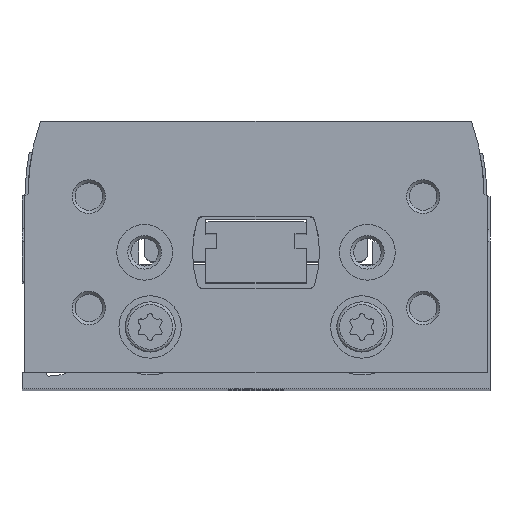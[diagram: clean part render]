
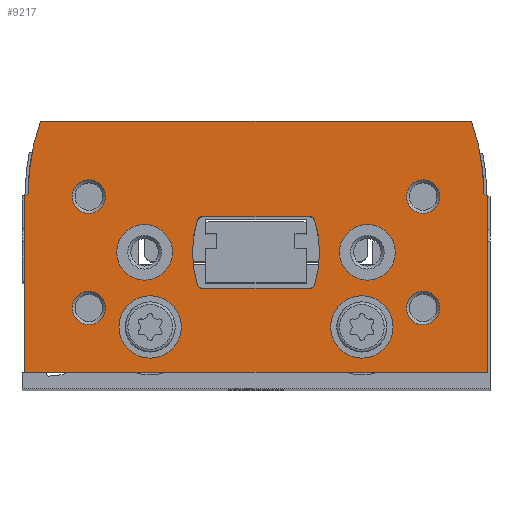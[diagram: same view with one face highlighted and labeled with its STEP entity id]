
A CAD part, top view. The second image highlights one B-rep face of the part: STEP entity #9217.
In plain terms, the highlighted planar face has unit normal (0, 0, 1).
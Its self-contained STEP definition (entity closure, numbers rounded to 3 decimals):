
#418=LINE('',#14292,#916);
#423=LINE('',#14302,#921);
#441=LINE('',#14348,#939);
#447=LINE('',#14360,#945);
#461=LINE('',#14433,#959);
#463=LINE('',#14436,#961);
#464=LINE('',#14466,#962);
#465=LINE('',#14486,#963);
#916=VECTOR('',#11769,1000.);
#921=VECTOR('',#11776,1000.);
#939=VECTOR('',#11812,1000.);
#945=VECTOR('',#11822,1000.);
#959=VECTOR('',#11878,1000.);
#961=VECTOR('',#11882,1000.);
#962=VECTOR('',#11913,1000.);
#963=VECTOR('',#11934,1000.);
#1221=PLANE('',#10018);
#2446=ORIENTED_EDGE('',*,*,#4042,.F.);
#2447=ORIENTED_EDGE('',*,*,#4043,.F.);
#2448=ORIENTED_EDGE('',*,*,#4044,.F.);
#2449=ORIENTED_EDGE('',*,*,#4045,.F.);
#2450=ORIENTED_EDGE('',*,*,#4046,.T.);
#2451=ORIENTED_EDGE('',*,*,#4047,.T.);
#2452=ORIENTED_EDGE('',*,*,#4048,.T.);
#2453=ORIENTED_EDGE('',*,*,#4049,.T.);
#2454=ORIENTED_EDGE('',*,*,#4005,.F.);
#2455=ORIENTED_EDGE('',*,*,#4024,.F.);
#2456=ORIENTED_EDGE('',*,*,#4017,.F.);
#2457=ORIENTED_EDGE('',*,*,#4014,.F.);
#2458=ORIENTED_EDGE('',*,*,#4050,.F.);
#2459=ORIENTED_EDGE('',*,*,#4051,.F.);
#2460=ORIENTED_EDGE('',*,*,#4052,.F.);
#2461=ORIENTED_EDGE('',*,*,#4008,.F.);
#2462=ORIENTED_EDGE('',*,*,#3992,.T.);
#2463=ORIENTED_EDGE('',*,*,#3986,.T.);
#2464=ORIENTED_EDGE('',*,*,#4026,.T.);
#2465=ORIENTED_EDGE('',*,*,#3957,.T.);
#2466=ORIENTED_EDGE('',*,*,#3962,.T.);
#2467=ORIENTED_EDGE('',*,*,#3966,.T.);
#2468=ORIENTED_EDGE('',*,*,#4041,.T.);
#2469=ORIENTED_EDGE('',*,*,#3998,.T.);
#3957=EDGE_CURVE('',#4864,#4863,#418,.T.);
#3962=EDGE_CURVE('',#4863,#4867,#423,.T.);
#3966=EDGE_CURVE('',#4867,#4869,#5446,.T.);
#3986=EDGE_CURVE('',#4884,#4886,#441,.T.);
#3992=EDGE_CURVE('',#4890,#4884,#447,.T.);
#3998=EDGE_CURVE('',#4895,#4890,#5452,.T.);
#4005=EDGE_CURVE('',#4899,#4900,#5455,.T.);
#4008=EDGE_CURVE('',#4900,#4901,#5456,.T.);
#4014=EDGE_CURVE('',#4905,#4906,#5459,.T.);
#4017=EDGE_CURVE('',#4906,#4908,#5460,.T.);
#4024=EDGE_CURVE('',#4908,#4899,#461,.T.);
#4026=EDGE_CURVE('',#4886,#4864,#463,.T.);
#4041=EDGE_CURVE('',#4869,#4895,#464,.T.);
#4042=EDGE_CURVE('',#4927,#4927,#5479,.T.);
#4043=EDGE_CURVE('',#4928,#4928,#5480,.T.);
#4044=EDGE_CURVE('',#4929,#4929,#5481,.T.);
#4045=EDGE_CURVE('',#4930,#4930,#5482,.T.);
#4046=EDGE_CURVE('',#4931,#4931,#5483,.T.);
#4047=EDGE_CURVE('',#4932,#4932,#5484,.T.);
#4048=EDGE_CURVE('',#4933,#4933,#5485,.T.);
#4049=EDGE_CURVE('',#4934,#4934,#5486,.T.);
#4050=EDGE_CURVE('',#4935,#4905,#5487,.T.);
#4051=EDGE_CURVE('',#4936,#4935,#465,.T.);
#4052=EDGE_CURVE('',#4901,#4936,#5488,.T.);
#4863=VERTEX_POINT('',#14291);
#4864=VERTEX_POINT('',#14293);
#4867=VERTEX_POINT('',#14301);
#4869=VERTEX_POINT('',#14308);
#4884=VERTEX_POINT('',#14342);
#4886=VERTEX_POINT('',#14347);
#4890=VERTEX_POINT('',#14358);
#4895=VERTEX_POINT('',#14373);
#4899=VERTEX_POINT('',#14387);
#4900=VERTEX_POINT('',#14389);
#4901=VERTEX_POINT('',#14397);
#4905=VERTEX_POINT('',#14410);
#4906=VERTEX_POINT('',#14412);
#4908=VERTEX_POINT('',#14421);
#4927=VERTEX_POINT('',#14469);
#4928=VERTEX_POINT('',#14471);
#4929=VERTEX_POINT('',#14473);
#4930=VERTEX_POINT('',#14475);
#4931=VERTEX_POINT('',#14477);
#4932=VERTEX_POINT('',#14479);
#4933=VERTEX_POINT('',#14481);
#4934=VERTEX_POINT('',#14483);
#4935=VERTEX_POINT('',#14485);
#4936=VERTEX_POINT('',#14487);
#5446=CIRCLE('',#9972,19.5);
#5452=CIRCLE('',#9984,19.5);
#5455=CIRCLE('',#9988,0.5);
#5456=CIRCLE('',#9990,10.);
#5459=CIRCLE('',#9994,10.);
#5460=CIRCLE('',#9996,0.5);
#5479=CIRCLE('',#10019,2.8);
#5480=CIRCLE('',#10020,2.8);
#5481=CIRCLE('',#10021,2.5);
#5482=CIRCLE('',#10022,2.5);
#5483=CIRCLE('',#10023,1.5);
#5484=CIRCLE('',#10024,1.5);
#5485=CIRCLE('',#10025,1.5);
#5486=CIRCLE('',#10026,1.5);
#5487=CIRCLE('',#10027,0.5);
#5488=CIRCLE('',#10028,0.5);
#6062=EDGE_LOOP('',(#2446));
#6063=EDGE_LOOP('',(#2447));
#6064=EDGE_LOOP('',(#2448));
#6065=EDGE_LOOP('',(#2449));
#6066=EDGE_LOOP('',(#2450));
#6067=EDGE_LOOP('',(#2451));
#6068=EDGE_LOOP('',(#2452));
#6069=EDGE_LOOP('',(#2453));
#6070=EDGE_LOOP('',(#2454,#2455,#2456,#2457,#2458,#2459,#2460,#2461));
#6071=EDGE_LOOP('',(#2462,#2463,#2464,#2465,#2466,#2467,#2468,#2469));
#6776=FACE_BOUND('',#6062,.T.);
#6777=FACE_BOUND('',#6063,.T.);
#6778=FACE_BOUND('',#6064,.T.);
#6779=FACE_BOUND('',#6065,.T.);
#6780=FACE_BOUND('',#6066,.T.);
#6781=FACE_BOUND('',#6067,.T.);
#6782=FACE_BOUND('',#6068,.T.);
#6783=FACE_BOUND('',#6069,.T.);
#6784=FACE_BOUND('',#6070,.T.);
#6785=FACE_BOUND('',#6071,.T.);
#9217=ADVANCED_FACE('',(#6776,#6777,#6778,#6779,#6780,#6781,#6782,#6783,
#6784,#6785),#1221,.T.);
#9972=AXIS2_PLACEMENT_3D('',#14309,#11783,#11784);
#9984=AXIS2_PLACEMENT_3D('',#14372,#11833,#11834);
#9988=AXIS2_PLACEMENT_3D('',#14388,#11844,#11845);
#9990=AXIS2_PLACEMENT_3D('',#14396,#11849,#11850);
#9994=AXIS2_PLACEMENT_3D('',#14411,#11859,#11860);
#9996=AXIS2_PLACEMENT_3D('',#14420,#11864,#11865);
#10018=AXIS2_PLACEMENT_3D('',#14467,#11914,#11915);
#10019=AXIS2_PLACEMENT_3D('',#14468,#11916,#11917);
#10020=AXIS2_PLACEMENT_3D('',#14470,#11918,#11919);
#10021=AXIS2_PLACEMENT_3D('',#14472,#11920,#11921);
#10022=AXIS2_PLACEMENT_3D('',#14474,#11922,#11923);
#10023=AXIS2_PLACEMENT_3D('',#14476,#11924,#11925);
#10024=AXIS2_PLACEMENT_3D('',#14478,#11926,#11927);
#10025=AXIS2_PLACEMENT_3D('',#14480,#11928,#11929);
#10026=AXIS2_PLACEMENT_3D('',#14482,#11930,#11931);
#10027=AXIS2_PLACEMENT_3D('',#14484,#11932,#11933);
#10028=AXIS2_PLACEMENT_3D('',#14488,#11935,#11936);
#11769=DIRECTION('',(0.,1.,0.));
#11776=DIRECTION('',(-0.866,0.5,0.));
#11783=DIRECTION('',(0.,0.,1.));
#11784=DIRECTION('',(1.,0.,0.));
#11812=DIRECTION('',(0.,-1.,0.));
#11822=DIRECTION('',(-0.866,-0.5,0.));
#11833=DIRECTION('',(0.,0.,1.));
#11834=DIRECTION('',(1.,0.,0.));
#11844=DIRECTION('',(0.,0.,1.));
#11845=DIRECTION('',(1.,0.,0.));
#11849=DIRECTION('',(0.,0.,1.));
#11850=DIRECTION('',(1.,0.,0.));
#11859=DIRECTION('',(0.,0.,1.));
#11860=DIRECTION('',(1.,0.,0.));
#11864=DIRECTION('',(0.,0.,1.));
#11865=DIRECTION('',(1.,0.,0.));
#11878=DIRECTION('',(-1.,0.,0.));
#11882=DIRECTION('',(1.,0.,0.));
#11913=DIRECTION('',(-1.,0.,0.));
#11914=DIRECTION('',(0.,0.,1.));
#11915=DIRECTION('',(1.,0.,0.));
#11916=DIRECTION('',(0.,0.,1.));
#11917=DIRECTION('',(1.,0.,0.));
#11918=DIRECTION('',(0.,0.,1.));
#11919=DIRECTION('',(1.,0.,0.));
#11920=DIRECTION('',(0.,0.,1.));
#11921=DIRECTION('',(1.,0.,0.));
#11922=DIRECTION('',(0.,0.,1.));
#11923=DIRECTION('',(1.,0.,0.));
#11924=DIRECTION('',(0.,0.,-1.));
#11925=DIRECTION('',(-1.,0.,0.));
#11926=DIRECTION('',(0.,0.,-1.));
#11927=DIRECTION('',(-1.,0.,0.));
#11928=DIRECTION('',(0.,0.,-1.));
#11929=DIRECTION('',(-1.,0.,0.));
#11930=DIRECTION('',(0.,0.,-1.));
#11931=DIRECTION('',(-1.,0.,0.));
#11932=DIRECTION('',(0.,0.,1.));
#11933=DIRECTION('',(1.,0.,0.));
#11934=DIRECTION('',(1.,0.,0.));
#11935=DIRECTION('',(0.,0.,1.));
#11936=DIRECTION('',(1.,0.,0.));
#14291=CARTESIAN_POINT('',(20.75,15.827,0.));
#14292=CARTESIAN_POINT('',(20.75,0.,0.));
#14293=CARTESIAN_POINT('',(20.75,0.,0.));
#14301=CARTESIAN_POINT('',(20.45,16.,0.));
#14302=CARTESIAN_POINT('',(20.75,15.827,0.));
#14308=CARTESIAN_POINT('',(19.335,22.5,0.));
#14309=CARTESIAN_POINT('',(0.95,16.,0.));
#14342=CARTESIAN_POINT('',(-20.75,15.827,0.));
#14347=CARTESIAN_POINT('',(-20.75,0.,0.));
#14348=CARTESIAN_POINT('',(-20.75,15.827,0.));
#14358=CARTESIAN_POINT('',(-20.45,16.,0.));
#14360=CARTESIAN_POINT('',(-20.45,16.,0.));
#14372=CARTESIAN_POINT('',(-0.95,16.,0.));
#14373=CARTESIAN_POINT('',(-19.335,22.5,0.));
#14387=CARTESIAN_POINT('',(-4.793,14.,0.));
#14388=CARTESIAN_POINT('',(-4.793,13.5,0.));
#14389=CARTESIAN_POINT('',(-5.272,13.645,0.));
#14396=CARTESIAN_POINT('',(4.3,10.75,0.));
#14397=CARTESIAN_POINT('',(-5.272,7.855,0.));
#14410=CARTESIAN_POINT('',(5.272,7.855,0.));
#14411=CARTESIAN_POINT('',(-4.3,10.75,0.));
#14412=CARTESIAN_POINT('',(5.272,13.645,0.));
#14420=CARTESIAN_POINT('',(4.793,13.5,0.));
#14421=CARTESIAN_POINT('',(4.793,14.,0.));
#14433=CARTESIAN_POINT('',(4.793,14.,0.));
#14436=CARTESIAN_POINT('',(-20.75,0.,0.));
#14466=CARTESIAN_POINT('',(19.335,22.5,0.));
#14467=CARTESIAN_POINT('',(0.95,16.,0.));
#14468=CARTESIAN_POINT('',(-9.5,4.05,0.));
#14469=CARTESIAN_POINT('',(-6.7,4.05,0.));
#14470=CARTESIAN_POINT('',(9.5,4.05,0.));
#14471=CARTESIAN_POINT('',(12.3,4.05,0.));
#14472=CARTESIAN_POINT('',(-10.,10.75,0.));
#14473=CARTESIAN_POINT('',(-7.5,10.75,0.));
#14474=CARTESIAN_POINT('',(10.,10.75,0.));
#14475=CARTESIAN_POINT('',(12.5,10.75,0.));
#14476=CARTESIAN_POINT('',(15.,5.75,0.));
#14477=CARTESIAN_POINT('',(13.5,5.75,0.));
#14478=CARTESIAN_POINT('',(-15.,5.75,0.));
#14479=CARTESIAN_POINT('',(-16.5,5.75,0.));
#14480=CARTESIAN_POINT('',(-15.,15.75,0.));
#14481=CARTESIAN_POINT('',(-16.5,15.75,0.));
#14482=CARTESIAN_POINT('',(15.,15.75,0.));
#14483=CARTESIAN_POINT('',(13.5,15.75,0.));
#14484=CARTESIAN_POINT('',(4.793,8.,0.));
#14485=CARTESIAN_POINT('',(4.793,7.5,0.));
#14486=CARTESIAN_POINT('',(-4.793,7.5,0.));
#14487=CARTESIAN_POINT('',(-4.793,7.5,0.));
#14488=CARTESIAN_POINT('',(-4.793,8.,0.));
